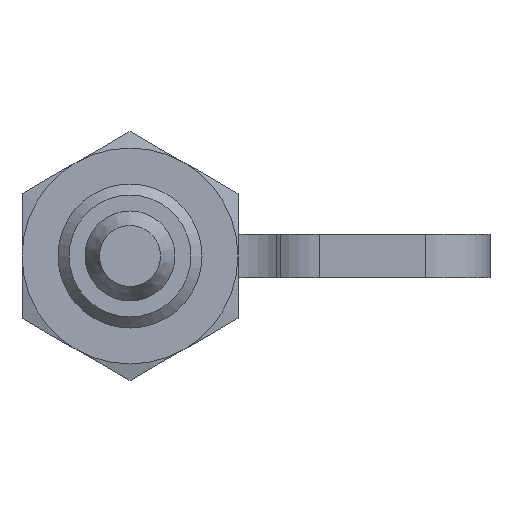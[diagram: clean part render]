
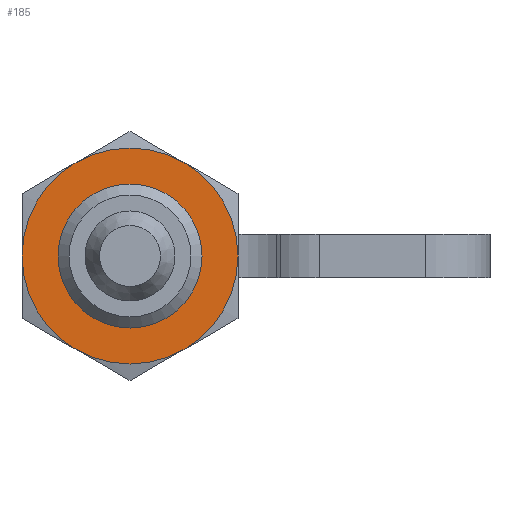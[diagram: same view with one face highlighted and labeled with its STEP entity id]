
A CAD part, front view. The second image highlights one B-rep face of the part: STEP entity #185.
In plain terms, the highlighted planar face has unit normal (0, -1, 0).
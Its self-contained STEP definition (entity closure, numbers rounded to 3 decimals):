
#185 = ADVANCED_FACE( '', ( #409, #410 ), #411, .T. );
#409 = FACE_OUTER_BOUND( '', #703, .T. );
#410 = FACE_BOUND( '', #704, .T. );
#411 = PLANE( '', #705 );
#703 = EDGE_LOOP( '', ( #1177, #1178, #1179, #1180, #1181, #1182 ) );
#704 = EDGE_LOOP( '', ( #1183 ) );
#705 = AXIS2_PLACEMENT_3D( '', #1184, #1185, #1186 );
#1177 = ORIENTED_EDGE( '', *, *, #1695, .T. );
#1178 = ORIENTED_EDGE( '', *, *, #1540, .T. );
#1179 = ORIENTED_EDGE( '', *, *, #1615, .T. );
#1180 = ORIENTED_EDGE( '', *, *, #1631, .T. );
#1181 = ORIENTED_EDGE( '', *, *, #1520, .T. );
#1182 = ORIENTED_EDGE( '', *, *, #1567, .T. );
#1183 = ORIENTED_EDGE( '', *, *, #1549, .T. );
#1184 = CARTESIAN_POINT( '', ( 5., 13., 0. ) );
#1185 = DIRECTION( '', ( 0., -1., 0. ) );
#1186 = DIRECTION( '', ( 0., 0., -1. ) );
#1520 = EDGE_CURVE( '', #1793, #1790, #1794, .T. );
#1540 = EDGE_CURVE( '', #1824, #1826, #1828, .T. );
#1549 = EDGE_CURVE( '', #1843, #1843, #1844, .F. );
#1567 = EDGE_CURVE( '', #1790, #1873, #1876, .T. );
#1615 = EDGE_CURVE( '', #1826, #1931, #1952, .T. );
#1631 = EDGE_CURVE( '', #1931, #1793, #1972, .T. );
#1695 = EDGE_CURVE( '', #1873, #1824, #2067, .T. );
#1790 = VERTEX_POINT( '', #2177 );
#1793 = VERTEX_POINT( '', #2185 );
#1794 = CIRCLE( '', #2186, 12. );
#1824 = VERTEX_POINT( '', #2228 );
#1826 = VERTEX_POINT( '', #2235 );
#1828 = CIRCLE( '', #2242, 12. );
#1843 = VERTEX_POINT( '', #2262 );
#1844 = CIRCLE( '', #2263, 8. );
#1873 = VERTEX_POINT( '', #2314 );
#1876 = CIRCLE( '', #2322, 12. );
#1931 = VERTEX_POINT( '', #2425 );
#1952 = CIRCLE( '', #2485, 12. );
#1972 = CIRCLE( '', #2537, 12. );
#2067 = CIRCLE( '', #2722, 12. );
#2177 = CARTESIAN_POINT( '', ( -6., 13., -10.392 ) );
#2185 = CARTESIAN_POINT( '', ( -12., 13., 0. ) );
#2186 = AXIS2_PLACEMENT_3D( '', #2947, #2948, #2949 );
#2228 = CARTESIAN_POINT( '', ( 12., 13., 0. ) );
#2235 = CARTESIAN_POINT( '', ( 6., 13., 10.392 ) );
#2242 = AXIS2_PLACEMENT_3D( '', #2972, #2973, #2974 );
#2262 = CARTESIAN_POINT( '', ( 0., 13., -8. ) );
#2263 = AXIS2_PLACEMENT_3D( '', #2983, #2984, #2985 );
#2314 = CARTESIAN_POINT( '', ( 6., 13., -10.392 ) );
#2322 = AXIS2_PLACEMENT_3D( '', #3000, #3001, #3002 );
#2425 = CARTESIAN_POINT( '', ( -6., 13., 10.392 ) );
#2485 = AXIS2_PLACEMENT_3D( '', #3038, #3039, #3040 );
#2537 = AXIS2_PLACEMENT_3D( '', #3042, #3043, #3044 );
#2722 = AXIS2_PLACEMENT_3D( '', #3119, #3120, #3121 );
#2947 = CARTESIAN_POINT( '', ( 0., 13., 0. ) );
#2948 = DIRECTION( '', ( 0., -1., 0. ) );
#2949 = DIRECTION( '', ( 0., 0., -1. ) );
#2972 = CARTESIAN_POINT( '', ( 0., 13., 0. ) );
#2973 = DIRECTION( '', ( 0., -1., 0. ) );
#2974 = DIRECTION( '', ( 0., 0., -1. ) );
#2983 = CARTESIAN_POINT( '', ( 0., 13., 0. ) );
#2984 = DIRECTION( '', ( 0., -1., 0. ) );
#2985 = DIRECTION( '', ( 0., 0., -1. ) );
#3000 = CARTESIAN_POINT( '', ( 0., 13., 0. ) );
#3001 = DIRECTION( '', ( 0., -1., 0. ) );
#3002 = DIRECTION( '', ( 0., 0., -1. ) );
#3038 = CARTESIAN_POINT( '', ( 0., 13., 0. ) );
#3039 = DIRECTION( '', ( 0., -1., 0. ) );
#3040 = DIRECTION( '', ( 0., 0., -1. ) );
#3042 = CARTESIAN_POINT( '', ( 0., 13., 0. ) );
#3043 = DIRECTION( '', ( 0., -1., 0. ) );
#3044 = DIRECTION( '', ( 0., 0., -1. ) );
#3119 = CARTESIAN_POINT( '', ( 0., 13., 0. ) );
#3120 = DIRECTION( '', ( 0., -1., 0. ) );
#3121 = DIRECTION( '', ( 0., 0., -1. ) );
